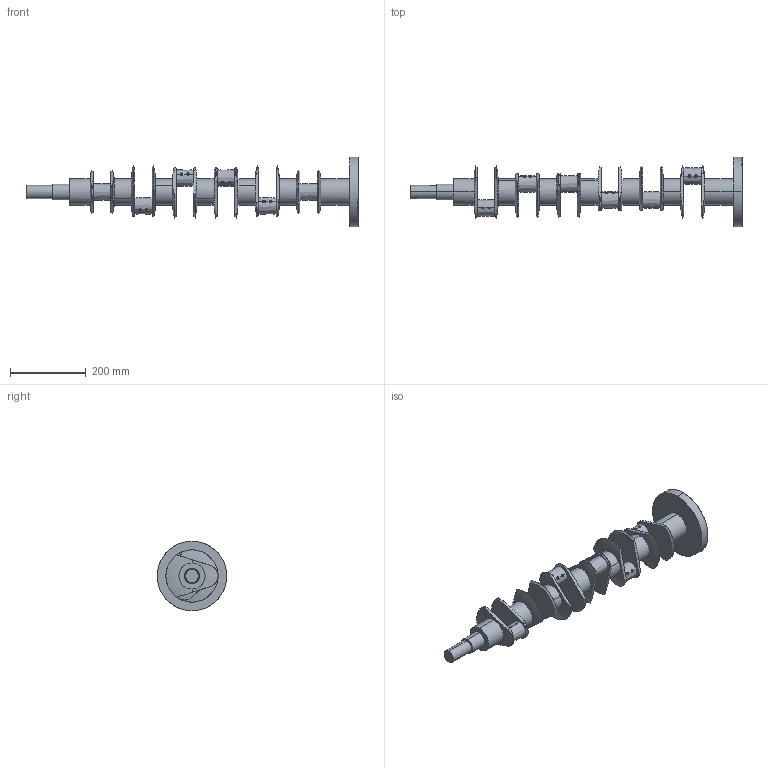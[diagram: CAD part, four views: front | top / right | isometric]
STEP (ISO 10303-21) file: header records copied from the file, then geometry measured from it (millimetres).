
FILE_DESCRIPTION(('FreeCAD Model'),'2;1');
FILE_NAME('Open CASCADE Shape Model','2025-04-17T11:29:55',('FreeCAD'),( 'FreeCAD'),'Open CASCADE STEP processor 7.6','FreeCAD','Unknown');
FILE_SCHEMA(('AUTOMOTIVE_DESIGN { 1 0 10303 214 1 1 1 1 }'));
Products named in the file (1): Open CASCADE STEP translator 7.6 1
Bounding box: 876.77 x 183.74 x 183.74 mm (x, y, z)
Surface area: 417228.1 mm2 (no closed solid volume)
Topology: 0 solids, 220 shells, 220 faces, 4880 edges, 4868 vertices
Faces by surface type: bspline 220
Entity records: 54660 total; most frequent: CARTESIAN_POINT 34315, ORIENTED_EDGE 4880, EDGE_CURVE 4880, VERTEX_POINT 4868, B_SPLINE_CURVE_WITH_KNOTS 4528, FACE_BOUND 236, EDGE_LOOP 236, SHELL_BASED_SURFACE_MODEL 220
